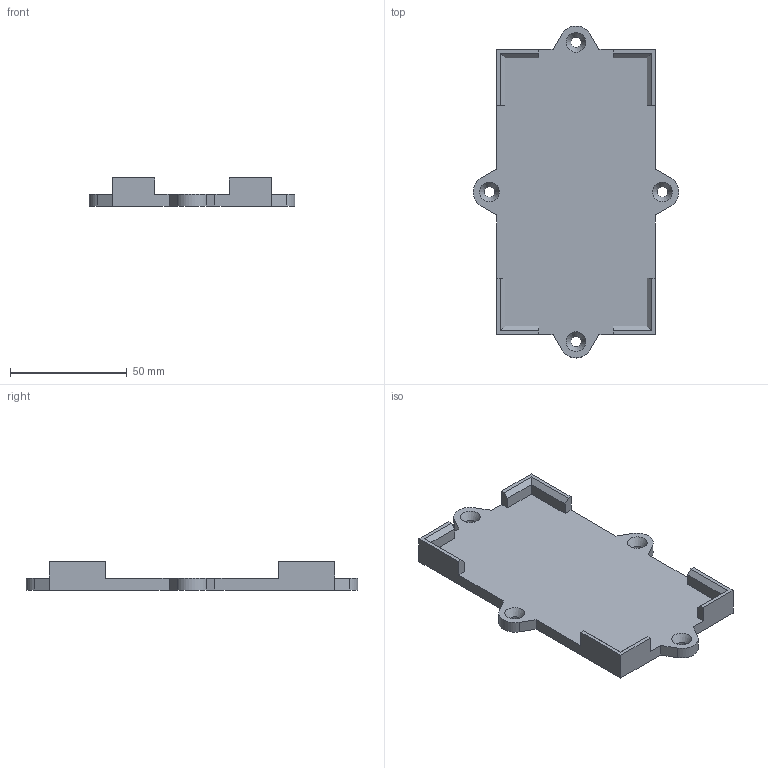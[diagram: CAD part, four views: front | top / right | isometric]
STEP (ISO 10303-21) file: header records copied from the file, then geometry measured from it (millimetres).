
FILE_DESCRIPTION(/* description */ (''),/* implementation_level */ '2;1');
FILE_NAME(/* name */ 'AssemblyHolder.step',/* time_stamp */ '2024-07-04T21:58:16+02:00',/* author */ (''),/* organization */ (''),/* preprocessor_version */ 'ST-DEVELOPER v20',/* originating_system */ 'Autodesk Translation Framework v12.20.1.177',/* authorisation */ '');
FILE_SCHEMA (('AUTOMOTIVE_DESIGN { 1 0 10303 214 3 1 1 }'));
Length unit declared in the file: millimetre
Products named in the file (1): AssemblyHolder
Bounding box: 88 x 142 x 12 mm (x, y, z)
Volume: 47155.6 mm3; surface area: 22061.7 mm2
Topology: 1 solids, 1 shells, 58 faces, 160 edges, 104 vertices
Faces by surface type: plane 46, cylinder 8, cone 4
Full cylindrical faces by diameter (mm): 4.5 x4
Entity records: 1869 total; most frequent: CARTESIAN_POINT 323, ORIENTED_EDGE 320, DIRECTION 298, EDGE_CURVE 160, LINE 140, VECTOR 140, VERTEX_POINT 104, AXIS2_PLACEMENT_3D 79
